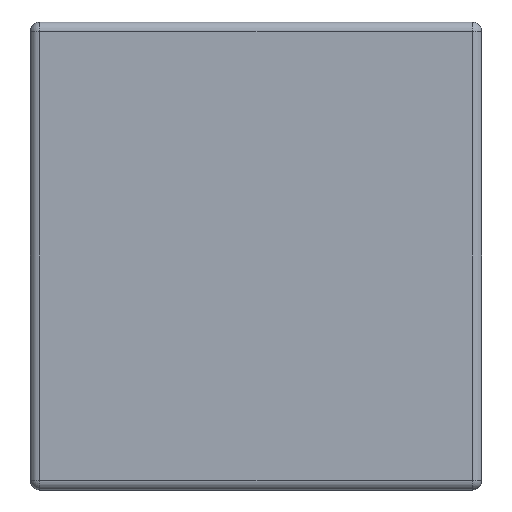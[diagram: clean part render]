
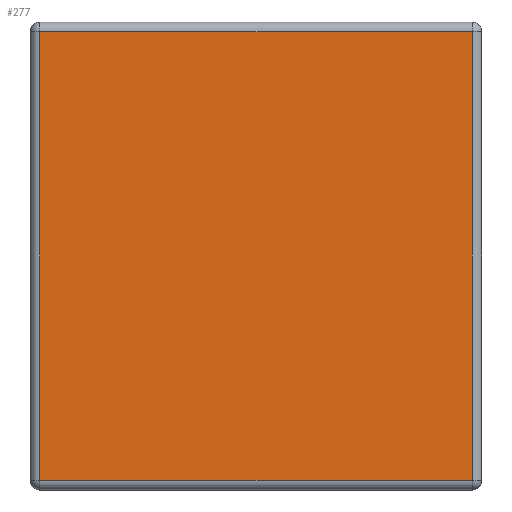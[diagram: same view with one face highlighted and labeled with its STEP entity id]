
A CAD part, left-side view. The second image highlights one B-rep face of the part: STEP entity #277.
In plain terms, the highlighted planar face has unit normal (-1, 0, 0).
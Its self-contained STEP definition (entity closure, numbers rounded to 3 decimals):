
#168 = CARTESIAN_POINT ( 'NONE',  ( 0., 0., -1.42 ) ) ;
#268 = ORIENTED_EDGE ( 'NONE', *, *, #857, .T. ) ;
#277 = ADVANCED_FACE ( 'NONE', ( #3914 ), #2789, .T. ) ;
#421 = CARTESIAN_POINT ( 'NONE',  ( 0., 0.03, 0. ) ) ;
#568 = CARTESIAN_POINT ( 'NONE',  ( 0., 1.37, -1.45 ) ) ;
#667 = VECTOR ( 'NONE', #3455, 1000. ) ;
#674 = CARTESIAN_POINT ( 'NONE',  ( 0., 1.4, -0.03 ) ) ;
#810 = ORIENTED_EDGE ( 'NONE', *, *, #3317, .T. ) ;
#857 = EDGE_CURVE ( 'NONE', #4219, #4542, #1796, .T. ) ;
#1167 = LINE ( 'NONE', #568, #667 ) ;
#1354 = VERTEX_POINT ( 'NONE', #1810 ) ;
#1426 = DIRECTION ( 'NONE',  ( -1., 0., 0. ) ) ;
#1526 = DIRECTION ( 'NONE',  ( 0., 0., 1. ) ) ;
#1796 = LINE ( 'NONE', #674, #3501 ) ;
#1810 = CARTESIAN_POINT ( 'NONE',  ( 0., 1.37, -1.42 ) ) ;
#2107 = DIRECTION ( 'NONE',  ( 0., 1., 0. ) ) ;
#2207 = LINE ( 'NONE', #168, #3393 ) ;
#2255 = CARTESIAN_POINT ( 'NONE',  ( 0., 0.03, -0.03 ) ) ;
#2273 = CARTESIAN_POINT ( 'NONE',  ( 0., 1.37, -0.03 ) ) ;
#2356 = CARTESIAN_POINT ( 'NONE',  ( 0., 0.03, -1.42 ) ) ;
#2789 = PLANE ( 'NONE',  #3335 ) ;
#3268 = CARTESIAN_POINT ( 'NONE',  ( 0., 0., 0. ) ) ;
#3317 = EDGE_CURVE ( 'NONE', #1354, #4026, #2207, .T. ) ;
#3335 = AXIS2_PLACEMENT_3D ( 'NONE', #3268, #1426, #4295 ) ;
#3393 = VECTOR ( 'NONE', #3767, 1000. ) ;
#3455 = DIRECTION ( 'NONE',  ( 0., 0., -1. ) ) ;
#3501 = VECTOR ( 'NONE', #2107, 1000. ) ;
#3667 = ORIENTED_EDGE ( 'NONE', *, *, #4399, .T. ) ;
#3673 = EDGE_CURVE ( 'NONE', #4026, #4219, #4670, .T. ) ;
#3723 = ORIENTED_EDGE ( 'NONE', *, *, #3673, .T. ) ;
#3767 = DIRECTION ( 'NONE',  ( 0., -1., 0. ) ) ;
#3914 = FACE_OUTER_BOUND ( 'NONE', #4423, .T. ) ;
#4026 = VERTEX_POINT ( 'NONE', #2356 ) ;
#4219 = VERTEX_POINT ( 'NONE', #2255 ) ;
#4295 = DIRECTION ( 'NONE',  ( 0., 0., 1. ) ) ;
#4317 = VECTOR ( 'NONE', #1526, 1000. ) ;
#4399 = EDGE_CURVE ( 'NONE', #4542, #1354, #1167, .T. ) ;
#4423 = EDGE_LOOP ( 'NONE', ( #810, #3723, #268, #3667 ) ) ;
#4542 = VERTEX_POINT ( 'NONE', #2273 ) ;
#4670 = LINE ( 'NONE', #421, #4317 ) ;
